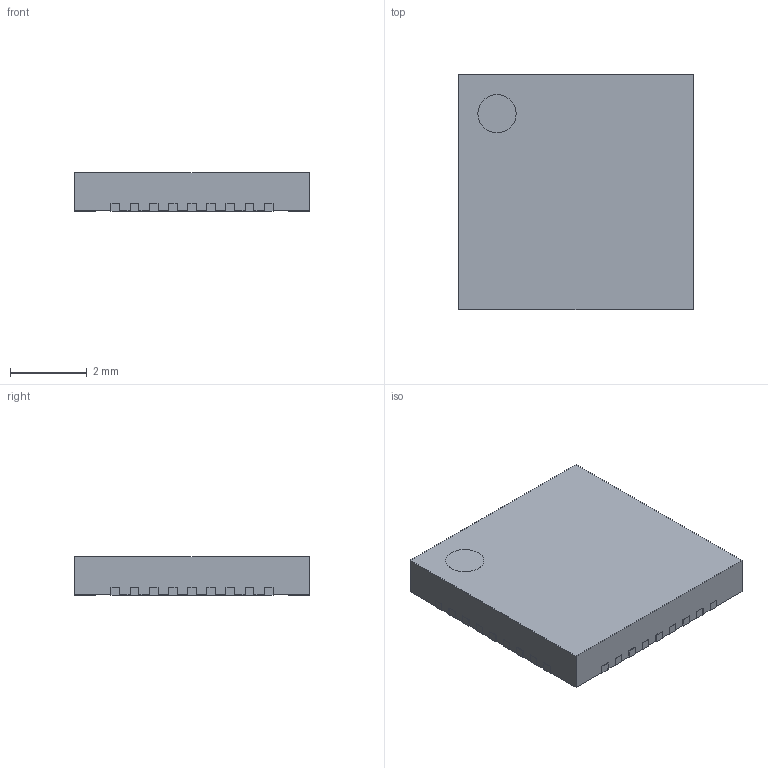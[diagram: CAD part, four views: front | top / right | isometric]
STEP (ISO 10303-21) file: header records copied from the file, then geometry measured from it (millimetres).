
FILE_DESCRIPTION(/* description */ (''),/* implementation_level */ '2;1');
FILE_NAME(/* name */ 'STMicro VFQFPN-36 6X6MM.step',/* time_stamp */ '2024-07-24T05:05:35+01:00',/* author */ (''),/* organization */ (''),/* preprocessor_version */ 'ST-DEVELOPER v20',/* originating_system */ 'Autodesk Translation Framework v13.14.0.145',/* authorisation */ '');
FILE_SCHEMA (('AUTOMOTIVE_DESIGN { 1 0 10303 214 3 1 1 }'));
Length unit declared in the file: millimetre
Products named in the file (1): ST VFQFPN36
Bounding box: 6.14 x 6.14 x 1.01 mm (x, y, z)
Volume: 37.7 mm3; surface area: 100.6 mm2
Topology: 1 solids, 1 shells, 229 faces, 675 edges, 450 vertices
Faces by surface type: plane 228, cylinder 1
Full cylindrical faces by diameter (mm): 1 x1
Entity records: 7533 total; most frequent: CARTESIAN_POINT 1355, ORIENTED_EDGE 1350, DIRECTION 1137, EDGE_CURVE 675, LINE 673, VECTOR 673, VERTEX_POINT 450, AXIS2_PLACEMENT_3D 232
